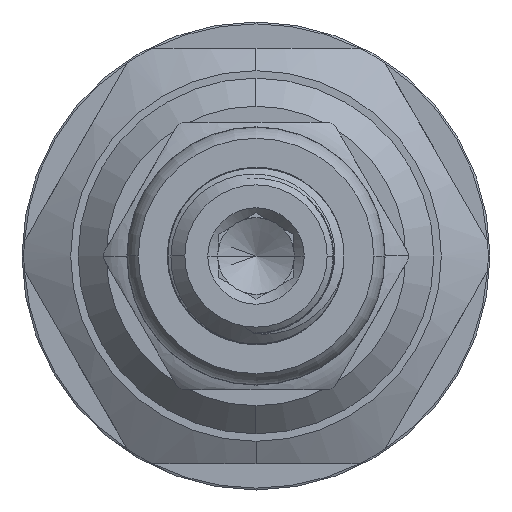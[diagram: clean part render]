
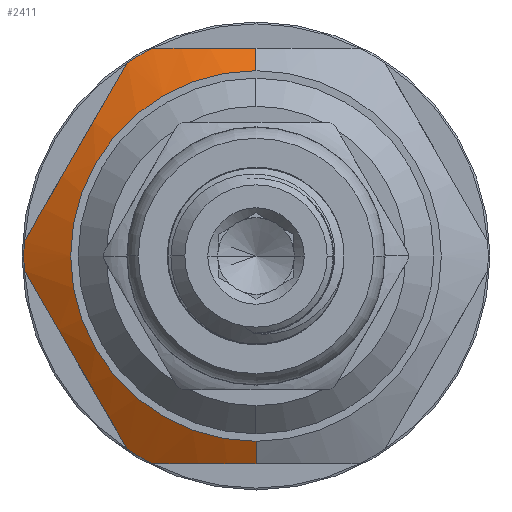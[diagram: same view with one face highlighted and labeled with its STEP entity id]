
A CAD part, left-side view. The second image highlights one B-rep face of the part: STEP entity #2411.
In plain terms, the highlighted conical face has half-angle 60 degrees and reference radius 9.9 mm.
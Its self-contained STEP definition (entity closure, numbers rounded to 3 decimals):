
#2411 = ADVANCED_FACE ( 'NONE', ( #39706 ), #36889, .T. ) ;
#2645 = CARTESIAN_POINT ( 'NONE',  ( -68.508, 6.868, 10.324 ) ) ;
#2853 = B_SPLINE_CURVE_WITH_KNOTS ( 'NONE', 3,
 ( #2645, #29852, #25141, #38692, #34575, #34195, #52133, #56652, #47866, #29478 ),
 .UNSPECIFIED., .F., .F.,
 ( 4, 2, 2, 2, 4 ),
 ( 0., 0.003, 0.006, 0.008, 0.011 ),
 .UNSPECIFIED. ) ;
#3697 = CARTESIAN_POINT ( 'NONE',  ( -68.508, 0., 0. ) ) ;
#3772 = CARTESIAN_POINT ( 'NONE',  ( -68.74, 7.321, -9.54 ) ) ;
#4370 = CARTESIAN_POINT ( 'NONE',  ( -69.254, 9.167, -6.342 ) ) ;
#5516 = VERTEX_POINT ( 'NONE', #32166 ) ;
#5641 = CARTESIAN_POINT ( 'NONE',  ( -68.508, 6.868, 10.324 ) ) ;
#6241 = CARTESIAN_POINT ( 'NONE',  ( -69.952, 0., 9.9 ) ) ;
#6431 = B_SPLINE_CURVE_WITH_KNOTS ( 'NONE', 3,
 ( #33982, #16122, #56438, #22176, #48628, #4370, #30618, #17664, #3772, #31017 ),
 .UNSPECIFIED., .F., .F.,
 ( 4, 2, 2, 2, 4 ),
 ( 0., 0.003, 0.006, 0.008, 0.011 ),
 .UNSPECIFIED. ) ;
#7008 = DIRECTION ( 'NONE',  ( 0., 0., 1. ) ) ;
#7215 = EDGE_CURVE ( 'NONE', #17885, #55678, #57240, .T. ) ;
#7764 = CARTESIAN_POINT ( 'NONE',  ( -69.952, 0., -9.9 ) ) ;
#7835 = EDGE_CURVE ( 'NONE', #28460, #17885, #14205, .T. ) ;
#8807 = ORIENTED_EDGE ( 'NONE', *, *, #13687, .F. ) ;
#10029 = ORIENTED_EDGE ( 'NONE', *, *, #32119, .T. ) ;
#13544 = VERTEX_POINT ( 'NONE', #54958 ) ;
#13687 = EDGE_CURVE ( 'NONE', #58067, #43470, #33731, .T. ) ;
#13897 = CARTESIAN_POINT ( 'NONE',  ( -68.508, 0., 0. ) ) ;
#14205 = CIRCLE ( 'NONE', #24009, 12.4 ) ;
#16069 = CIRCLE ( 'NONE', #17244, 12.4 ) ;
#16122 = CARTESIAN_POINT ( 'NONE',  ( -68.74, 11.923, -1.568 ) ) ;
#17244 = AXIS2_PLACEMENT_3D ( 'NONE', #53748, #41037, #22622 ) ;
#17664 = CARTESIAN_POINT ( 'NONE',  ( -68.928, 7.777, -8.75 ) ) ;
#17885 = VERTEX_POINT ( 'NONE', #30627 ) ;
#18619 = EDGE_CURVE ( 'NONE', #43470, #55678, #54404, .T. ) ;
#19059 = CARTESIAN_POINT ( 'NONE',  ( -68.925, 3.706, -11.11 ) ) ;
#19727 = CARTESIAN_POINT ( 'NONE',  ( -69.17, 1.854, 11.11 ) ) ;
#20102 = DIRECTION ( 'NONE',  ( -1., 0., 0. ) ) ;
#20115 = CARTESIAN_POINT ( 'NONE',  ( -68.508, 5.507, 11.11 ) ) ;
#21520 = ORIENTED_EDGE ( 'NONE', *, *, #23491, .T. ) ;
#22176 = CARTESIAN_POINT ( 'NONE',  ( -69.183, 10.555, -3.938 ) ) ;
#22385 = CARTESIAN_POINT ( 'NONE',  ( -68.508, 6.868, -10.324 ) ) ;
#22622 = DIRECTION ( 'NONE',  ( 0., 0., -1. ) ) ;
#23066 = VERTEX_POINT ( 'NONE', #52165 ) ;
#23491 = EDGE_CURVE ( 'NONE', #5516, #28460, #6431, .T. ) ;
#24009 = AXIS2_PLACEMENT_3D ( 'NONE', #13897, #27009, #40540 ) ;
#24829 = CARTESIAN_POINT ( 'NONE',  ( -69.253, 0., 11.11 ) ) ;
#25141 = CARTESIAN_POINT ( 'NONE',  ( -68.927, 7.774, 8.756 ) ) ;
#27009 = DIRECTION ( 'NONE',  ( -1., 0., 0. ) ) ;
#27460 = CARTESIAN_POINT ( 'NONE',  ( -68.508, 12.375, 0.786 ) ) ;
#27700 = CARTESIAN_POINT ( 'NONE',  ( -69.12, 2.321, -11.11 ) ) ;
#27815 = ORIENTED_EDGE ( 'NONE', *, *, #7835, .T. ) ;
#27889 = CARTESIAN_POINT ( 'NONE',  ( -69.17, 1.854, -11.11 ) ) ;
#28076 = ORIENTED_EDGE ( 'NONE', *, *, #18619, .F. ) ;
#28150 = EDGE_CURVE ( 'NONE', #55124, #5516, #16069, .T. ) ;
#28460 = VERTEX_POINT ( 'NONE', #22385 ) ;
#28562 = CARTESIAN_POINT ( 'NONE',  ( -68.925, 3.706, 11.11 ) ) ;
#28843 = AXIS2_PLACEMENT_3D ( 'NONE', #40731, #49715, #29645 ) ;
#29349 = CARTESIAN_POINT ( 'NONE',  ( -69.253, 0.463, 11.11 ) ) ;
#29478 = CARTESIAN_POINT ( 'NONE',  ( -68.508, 12.375, 0.786 ) ) ;
#29645 = DIRECTION ( 'NONE',  ( 0., 0., -1. ) ) ;
#29852 = CARTESIAN_POINT ( 'NONE',  ( -68.74, 7.32, 9.542 ) ) ;
#30539 = DIRECTION ( 'NONE',  ( 0., 0., -1. ) ) ;
#30616 = VECTOR ( 'NONE', #35622, 1000. ) ;
#30618 = CARTESIAN_POINT ( 'NONE',  ( -69.186, 8.699, -7.153 ) ) ;
#30627 = CARTESIAN_POINT ( 'NONE',  ( -68.508, 5.507, -11.11 ) ) ;
#31017 = CARTESIAN_POINT ( 'NONE',  ( -68.508, 6.868, -10.324 ) ) ;
#32119 = EDGE_CURVE ( 'NONE', #58067, #23066, #50243, .T. ) ;
#32166 = CARTESIAN_POINT ( 'NONE',  ( -68.508, 12.375, -0.786 ) ) ;
#33731 = CIRCLE ( 'NONE', #36485, 9.9 ) ;
#33860 = CARTESIAN_POINT ( 'NONE',  ( -69.952, 0., 0. ) ) ;
#33982 = CARTESIAN_POINT ( 'NONE',  ( -68.508, 12.375, -0.786 ) ) ;
#34195 = CARTESIAN_POINT ( 'NONE',  ( -69.254, 10.076, 4.768 ) ) ;
#34575 = CARTESIAN_POINT ( 'NONE',  ( -69.252, 9.148, 6.375 ) ) ;
#34874 = VECTOR ( 'NONE', #46593, 1000. ) ;
#35444 = DIRECTION ( 'NONE',  ( -1., 0., 0. ) ) ;
#35622 = DIRECTION ( 'NONE',  ( 0.5, 0., -0.866 ) ) ;
#36160 = CARTESIAN_POINT ( 'NONE',  ( -69.236, 0.926, -11.11 ) ) ;
#36485 = AXIS2_PLACEMENT_3D ( 'NONE', #33860, #20102, #7008 ) ;
#36889 = CONICAL_SURFACE ( 'NONE', #28843, 9.9, 1.047 ) ;
#37613 = EDGE_CURVE ( 'NONE', #37789, #55124, #2853, .T. ) ;
#37789 = VERTEX_POINT ( 'NONE', #5641 ) ;
#38692 = CARTESIAN_POINT ( 'NONE',  ( -69.183, 8.688, 7.172 ) ) ;
#39706 = FACE_OUTER_BOUND ( 'NONE', #55734, .T. ) ;
#39894 = ORIENTED_EDGE ( 'NONE', *, *, #50444, .T. ) ;
#40285 = AXIS2_PLACEMENT_3D ( 'NONE', #3697, #35444, #30539 ) ;
#40540 = DIRECTION ( 'NONE',  ( 0., 0., -1. ) ) ;
#40731 = CARTESIAN_POINT ( 'NONE',  ( -69.952, 0., 0. ) ) ;
#40859 = CARTESIAN_POINT ( 'NONE',  ( -69.253, 0., -11.11 ) ) ;
#41037 = DIRECTION ( 'NONE',  ( -1., 0., 0. ) ) ;
#42284 = CARTESIAN_POINT ( 'NONE',  ( -68.737, 4.613, 11.11 ) ) ;
#42863 = EDGE_CURVE ( 'NONE', #13544, #37789, #57170, .T. ) ;
#43470 = VERTEX_POINT ( 'NONE', #7764 ) ;
#44013 = ORIENTED_EDGE ( 'NONE', *, *, #42863, .T. ) ;
#46593 = DIRECTION ( 'NONE',  ( 0.5, 0., 0.866 ) ) ;
#46943 = CARTESIAN_POINT ( 'NONE',  ( -69.952, 0., 9.9 ) ) ;
#47866 = CARTESIAN_POINT ( 'NONE',  ( -68.74, 11.923, 1.57 ) ) ;
#48628 = CARTESIAN_POINT ( 'NONE',  ( -69.252, 10.095, -4.735 ) ) ;
#48731 = CARTESIAN_POINT ( 'NONE',  ( -69.952, 0., -9.9 ) ) ;
#49257 = ORIENTED_EDGE ( 'NONE', *, *, #37613, .T. ) ;
#49715 = DIRECTION ( 'NONE',  ( 1., 0., 0. ) ) ;
#50243 = LINE ( 'NONE', #6241, #34874 ) ;
#50444 = EDGE_CURVE ( 'NONE', #23066, #13544, #55941, .T. ) ;
#51635 = CARTESIAN_POINT ( 'NONE',  ( -69.236, 0.926, 11.11 ) ) ;
#51823 = CARTESIAN_POINT ( 'NONE',  ( -69.12, 2.321, 11.11 ) ) ;
#52133 = CARTESIAN_POINT ( 'NONE',  ( -69.186, 10.544, 3.957 ) ) ;
#52165 = CARTESIAN_POINT ( 'NONE',  ( -69.253, 0., 11.11 ) ) ;
#53196 = ORIENTED_EDGE ( 'NONE', *, *, #7215, .T. ) ;
#53382 = CARTESIAN_POINT ( 'NONE',  ( -69.253, 0., -11.11 ) ) ;
#53748 = CARTESIAN_POINT ( 'NONE',  ( -68.508, 0., 0. ) ) ;
#54130 = CARTESIAN_POINT ( 'NONE',  ( -69.253, 0.463, -11.11 ) ) ;
#54313 = CARTESIAN_POINT ( 'NONE',  ( -68.508, 5.507, -11.11 ) ) ;
#54404 = LINE ( 'NONE', #48731, #30616 ) ;
#54690 = CARTESIAN_POINT ( 'NONE',  ( -68.737, 4.613, -11.11 ) ) ;
#54958 = CARTESIAN_POINT ( 'NONE',  ( -68.508, 5.507, 11.11 ) ) ;
#55124 = VERTEX_POINT ( 'NONE', #27460 ) ;
#55678 = VERTEX_POINT ( 'NONE', #53382 ) ;
#55734 = EDGE_LOOP ( 'NONE', ( #8807, #10029, #39894, #44013, #49257, #55842, #21520, #27815, #53196, #28076 ) ) ;
#55842 = ORIENTED_EDGE ( 'NONE', *, *, #28150, .T. ) ;
#55941 = B_SPLINE_CURVE_WITH_KNOTS ( 'NONE', 3,
 ( #24829, #29349, #51635, #19727, #51823, #28562, #42284, #20115 ),
 .UNSPECIFIED., .F., .F.,
 ( 4, 2, 2, 4 ),
 ( 0.016, 0.018, 0.019, 0.022 ),
 .UNSPECIFIED. ) ;
#56438 = CARTESIAN_POINT ( 'NONE',  ( -68.927, 11.47, -2.354 ) ) ;
#56652 = CARTESIAN_POINT ( 'NONE',  ( -68.928, 11.466, 2.36 ) ) ;
#57170 = CIRCLE ( 'NONE', #40285, 12.4 ) ;
#57240 = B_SPLINE_CURVE_WITH_KNOTS ( 'NONE', 3,
 ( #54313, #54690, #19059, #27700, #27889, #36160, #54130, #40859 ),
 .UNSPECIFIED., .F., .F.,
 ( 4, 2, 2, 4 ),
 ( 0.007, 0.009, 0.011, 0.012 ),
 .UNSPECIFIED. ) ;
#58067 = VERTEX_POINT ( 'NONE', #46943 ) ;
